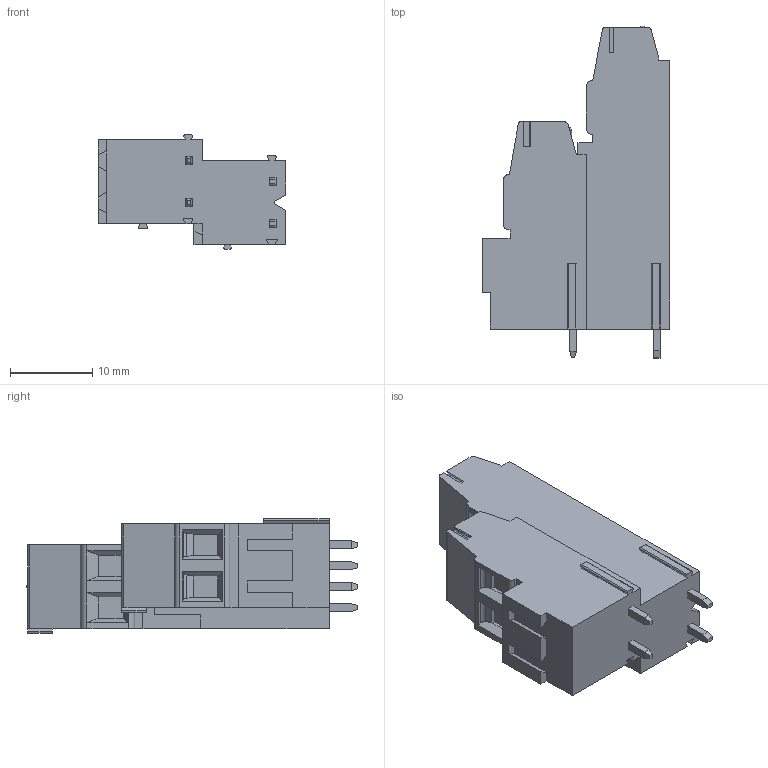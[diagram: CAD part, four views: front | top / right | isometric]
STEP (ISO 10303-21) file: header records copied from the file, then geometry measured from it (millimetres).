
FILE_DESCRIPTION((''),'2;1');
FILE_NAME('TL338VH2L-XXP-XS','2025-02-20T',('yanfa'),(''),'PRO/ENGINEER BY PARAMETRIC TECHNOLOGY CORPORATION, 2009280','PRO/ENGINEER BY PARAMETRIC TECHNOLOGY CORPORATION, 2009280','');
FILE_SCHEMA(('AUTOMOTIVE_DESIGN_CC2 { 1 2 10303 214 -1 1 5 2 }'));
Length unit declared in the file: millimetre
Products named in the file (1): TL338VH2L-XXP-XS
Bounding box: 22.8 x 40.3 x 13.85 mm (x, y, z)
Volume: 5989.8 mm3; surface area: 3124.5 mm2
Topology: 1 solids, 1 shells, 279 faces, 723 edges, 457 vertices
Faces by surface type: plane 191, cylinder 60, cone 16, torus 8, sphere 4
Entity records: 8483 total; most frequent: CARTESIAN_POINT 1601, ORIENTED_EDGE 1442, DIRECTION 1397, EDGE_CURVE 721, VECTOR 551, LINE 551, VERTEX_POINT 457, AXIS2_PLACEMENT_3D 423
